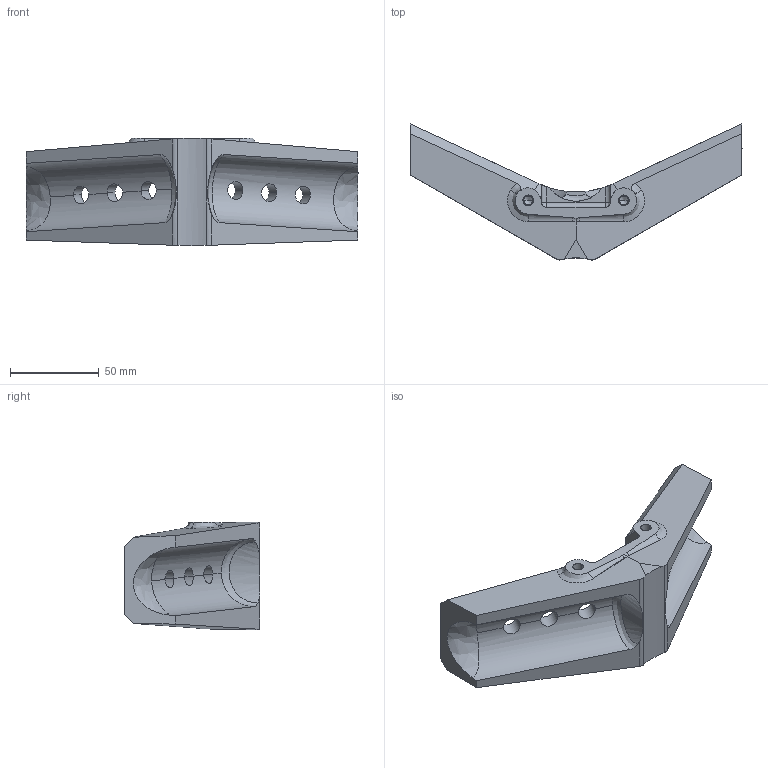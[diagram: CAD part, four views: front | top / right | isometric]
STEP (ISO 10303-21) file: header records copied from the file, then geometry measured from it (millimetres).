
FILE_DESCRIPTION (( 'STEP AP214' ), '1' );
FILE_NAME ('14 - frame head - top.STEP', '2016-11-26T22:28:37', ( '' ), ( '' ), 'SwSTEP 2.0', 'SolidWorks 2014', '' );
FILE_SCHEMA (( 'AUTOMOTIVE_DESIGN' ));
Length unit declared in the file: millimetre
Products named in the file (1): 14 - frame head - top
Bounding box: 187.43 x 76.75 x 60.65 mm (x, y, z)
Volume: 216622 mm3; surface area: 43883.9 mm2
Topology: 1 solids, 1 shells, 105 faces, 296 edges, 188 vertices
Faces by surface type: cylinder 48, plane 31, bspline 22, cone 4
Entity records: 8256 total; most frequent: CARTESIAN_POINT 4707, ORIENTED_EDGE 580, DIRECTION 357, EDGE_CURVE 290, VERTEX_POINT 188, B_SPLINE_CURVE_WITH_KNOTS 121, AXIS2_PLACEMENT_3D 120, EDGE_LOOP 118
